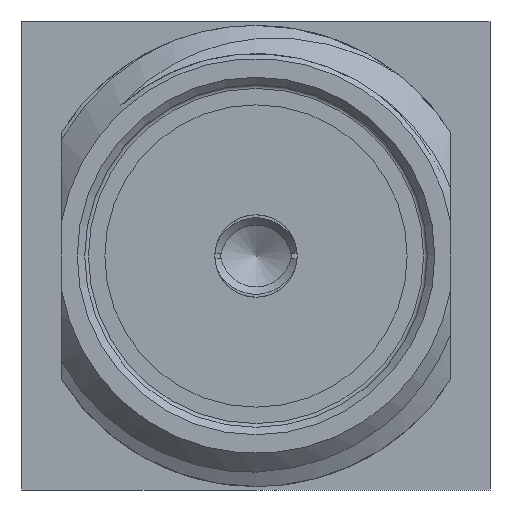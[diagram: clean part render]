
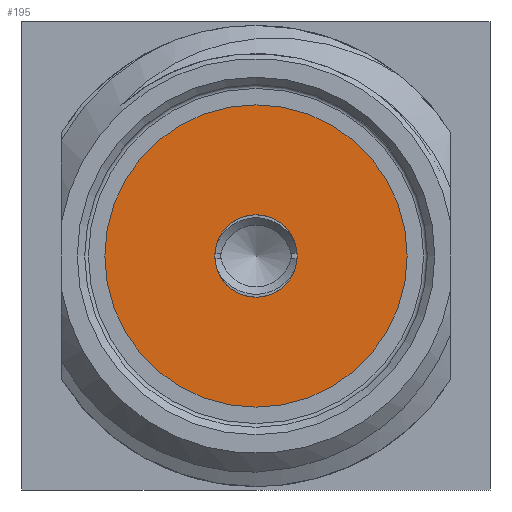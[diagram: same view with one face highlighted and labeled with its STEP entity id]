
A CAD part, front view. The second image highlights one B-rep face of the part: STEP entity #195.
In plain terms, the highlighted planar face has unit normal (0, -1, 0).
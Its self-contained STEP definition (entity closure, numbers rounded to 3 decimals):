
#195 = ADVANCED_FACE( '', ( #478, #479 ), #480, .T. );
#478 = FACE_OUTER_BOUND( '', #842, .T. );
#479 = FACE_BOUND( '', #843, .T. );
#480 = PLANE( '', #844 );
#842 = EDGE_LOOP( '', ( #2318 ) );
#843 = EDGE_LOOP( '', ( #2319, #2320 ) );
#844 = AXIS2_PLACEMENT_3D( '', #2321, #2322, #2323 );
#2318 = ORIENTED_EDGE( '', *, *, #3538, .T. );
#2319 = ORIENTED_EDGE( '', *, *, #3539, .T. );
#2320 = ORIENTED_EDGE( '', *, *, #3222, .T. );
#2321 = CARTESIAN_POINT( '', ( 0., 2.057, 0. ) );
#2322 = DIRECTION( '', ( 0., -1., 0. ) );
#2323 = DIRECTION( '', ( 0., 0., -1. ) );
#3222 = EDGE_CURVE( '', #4206, #4207, #4208, .T. );
#3538 = EDGE_CURVE( '', #4737, #4737, #4738, .T. );
#3539 = EDGE_CURVE( '', #4207, #4206, #4739, .T. );
#4206 = VERTEX_POINT( '', #6646 );
#4207 = VERTEX_POINT( '', #6647 );
#4208 = CIRCLE( '', #6648, 0.559 );
#4737 = VERTEX_POINT( '', #9997 );
#4738 = CIRCLE( '', #9998, 2.051 );
#4739 = CIRCLE( '', #9999, 0.559 );
#6646 = CARTESIAN_POINT( '', ( 0., 2.057, 0.559 ) );
#6647 = CARTESIAN_POINT( '', ( 0., 2.058, -0.559 ) );
#6648 = AXIS2_PLACEMENT_3D( '', #10605, #10606, #10607 );
#9997 = CARTESIAN_POINT( '', ( 2.051, 2.057, 0. ) );
#9998 = AXIS2_PLACEMENT_3D( '', #10653, #10654, #10655 );
#9999 = AXIS2_PLACEMENT_3D( '', #10656, #10657, #10658 );
#10605 = CARTESIAN_POINT( '', ( 0., 2.057, 0. ) );
#10606 = DIRECTION( '', ( 0., 1., 0. ) );
#10607 = DIRECTION( '', ( 0., 0., 1. ) );
#10653 = CARTESIAN_POINT( '', ( 0., 2.057, 0. ) );
#10654 = DIRECTION( '', ( 0., -1., 0. ) );
#10655 = DIRECTION( '', ( 1., 0., 0. ) );
#10656 = CARTESIAN_POINT( '', ( 0., 2.057, 0. ) );
#10657 = DIRECTION( '', ( 0., 1., 0. ) );
#10658 = DIRECTION( '', ( 0., 0., 1. ) );
